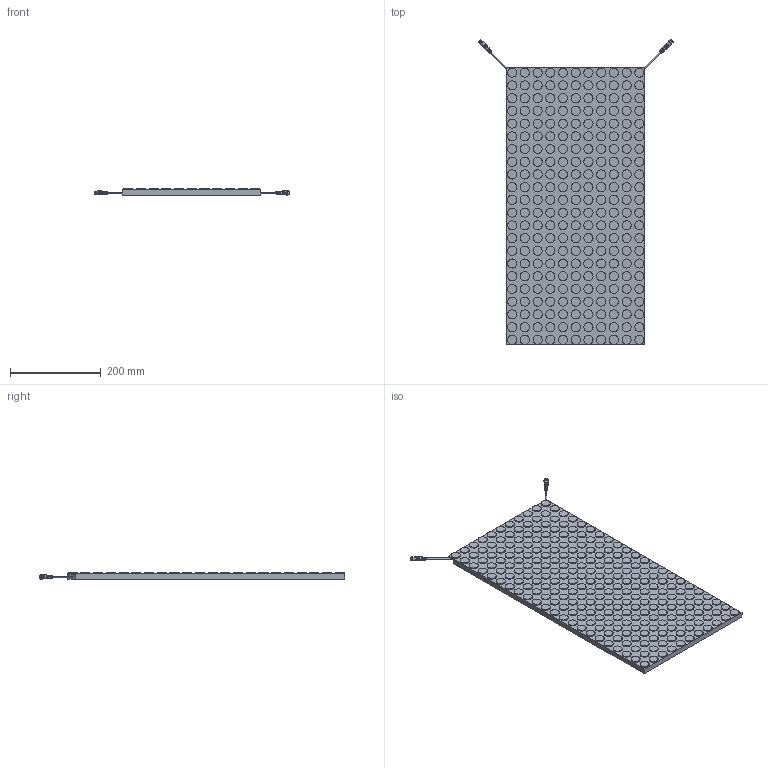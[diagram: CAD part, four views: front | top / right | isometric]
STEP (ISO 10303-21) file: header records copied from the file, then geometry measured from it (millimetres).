
FILE_DESCRIPTION (( 'STEP AP203' ), '1' );
FILE_NAME ('1602-4107_Default.step', '2022-02-03T14:46:36', ( 'Windows User' ), ( '' ), 'SwSTEP 2.0', 'SolidWorks 2021', '' );
FILE_SCHEMA (( 'CONFIG_CONTROL_DESIGN' ));
Length unit declared in the file: inch
Products named in the file (1): 1602-4107_Default
Bounding box: 429.36 x 672.45 x 14 mm (x, y, z)
Volume: 2383302.6 mm3; surface area: 429217.4 mm2
Topology: 20 solids, 20 shells, 1110 faces, 2377 edges, 1536 vertices
Faces by surface type: cylinder 602, plane 370, cone 92, bspline 46
Entity records: 31879 total; most frequent: CARTESIAN_POINT 6591, DIRECTION 5882, ORIENTED_EDGE 4730, AXIS2_PLACEMENT_3D 2520, EDGE_CURVE 2365, VERTEX_POINT 1536, CIRCLE 1455, EDGE_LOOP 1393
